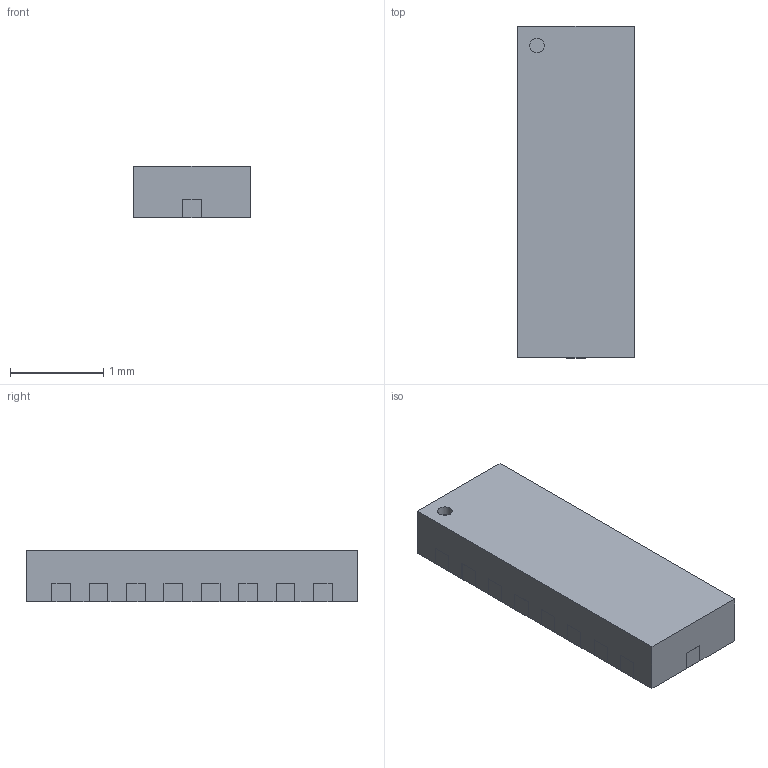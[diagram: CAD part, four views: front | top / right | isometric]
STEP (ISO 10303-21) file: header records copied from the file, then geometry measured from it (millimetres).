
FILE_DESCRIPTION(/* description */ (''),/* implementation_level */ '2;1');
FILE_NAME(/* name */ 'UFDFN-16-EP.step',/* time_stamp */ '2020-12-29T11:13:41-05:00',/* author */ (''),/* organization */ (''),/* preprocessor_version */ 'ST-DEVELOPER v18.1',/* originating_system */ 'Autodesk Translation Framework v9.7.1.1290',/* authorisation */ '');
FILE_SCHEMA (('AUTOMOTIVE_DESIGN { 1 0 10303 214 3 1 1 }'));
Length unit declared in the file: millimetre
Products named in the file (1): UFDFN-16-EP
Bounding box: 1.25 x 3.55 x 0.55 mm (x, y, z)
Volume: 2.4 mm3; surface area: 14.2 mm2
Topology: 1 solids, 1 shells, 152 faces, 375 edges, 226 vertices
Faces by surface type: plane 151, cylinder 1
Full cylindrical faces by diameter (mm): 0.156 x1
Entity records: 4378 total; most frequent: CARTESIAN_POINT 754, ORIENTED_EDGE 750, DIRECTION 683, EDGE_CURVE 375, LINE 373, VECTOR 373, VERTEX_POINT 226, AXIS2_PLACEMENT_3D 155
